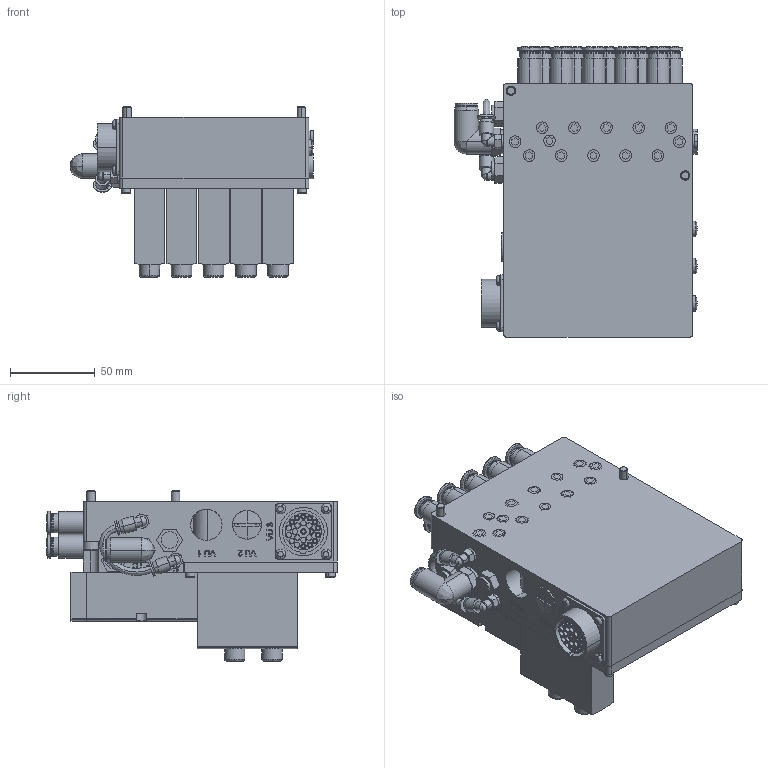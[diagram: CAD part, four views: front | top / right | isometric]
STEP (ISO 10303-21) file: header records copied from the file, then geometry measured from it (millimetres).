
FILE_DESCRIPTION (( 'STEP AP203' ), '1' );
FILE_NAME ('P0029.STEP', '2018-11-30T13:55:57', ( '' ), ( '' ), 'SwSTEP 2.0', 'SolidWorks 2017', '' );
FILE_SCHEMA (( 'CONFIG_CONTROL_DESIGN' ));
Length unit declared in the file: millimetre
Products named in the file (1): P0029
Bounding box: 144.15 x 171.6 x 100.54 mm (x, y, z)
Volume: 1113668.8 mm3; surface area: 209226.6 mm2
Topology: 66 solids, 68 shells, 1992 faces, 4602 edges, 2910 vertices
Faces by surface type: plane 765, cylinder 617, bspline 298, cone 258, torus 44, sphere 10
Entity records: 72813 total; most frequent: CARTESIAN_POINT 28085, ORIENTED_EDGE 9184, DIRECTION 9106, EDGE_CURVE 4592, AXIS2_PLACEMENT_3D 3405, VERTEX_POINT 2910, LINE 2296, VECTOR 2296
